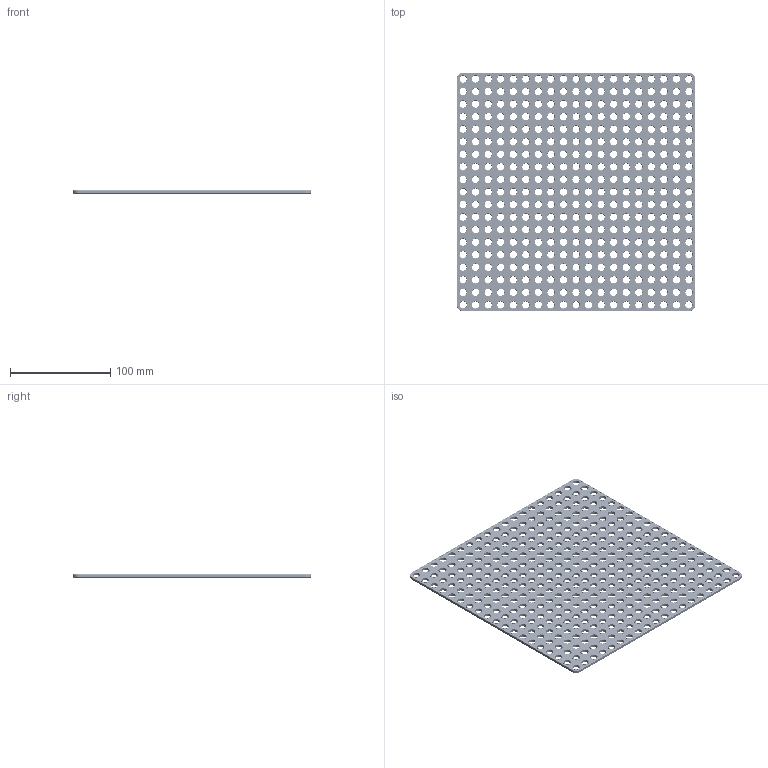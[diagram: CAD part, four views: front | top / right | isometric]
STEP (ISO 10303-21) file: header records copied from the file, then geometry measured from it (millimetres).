
FILE_DESCRIPTION(('FreeCAD Model'),'2;1');
FILE_NAME('Open CASCADE Shape Model','2024-01-31T15:18:15',(''),(''), 'Open CASCADE STEP processor 7.6','FreeCAD','Unknown');
FILE_SCHEMA(('AUTOMOTIVE_DESIGN { 1 0 10303 214 1 1 1 1 }'));
Products named in the file (1): Plate SQR CRNR BU19x00.25 - SPN-PLT-0054 (stemfie.org)
Bounding box: 237.5 x 237.5 x 3.12 mm (x, y, z)
Volume: 125660.9 mm3; surface area: 111941.8 mm2
Topology: 1 solids, 1 shells, 2285 faces, 4929 edges, 3040 vertices
Faces by surface type: cylinder 730, cone 730, plane 691, extrusion 134
Full cylindrical faces by diameter (mm): 7 x361, 9.2 x361
Entity records: 130135 total; most frequent: CARTESIAN_POINT 27478, DIRECTION 19465, VECTOR 10043, LINE 9909, ORIENTED_EDGE 9858, PCURVE 9858, DEFINITIONAL_REPRESENTATION 9858, EDGE_CURVE 4929
